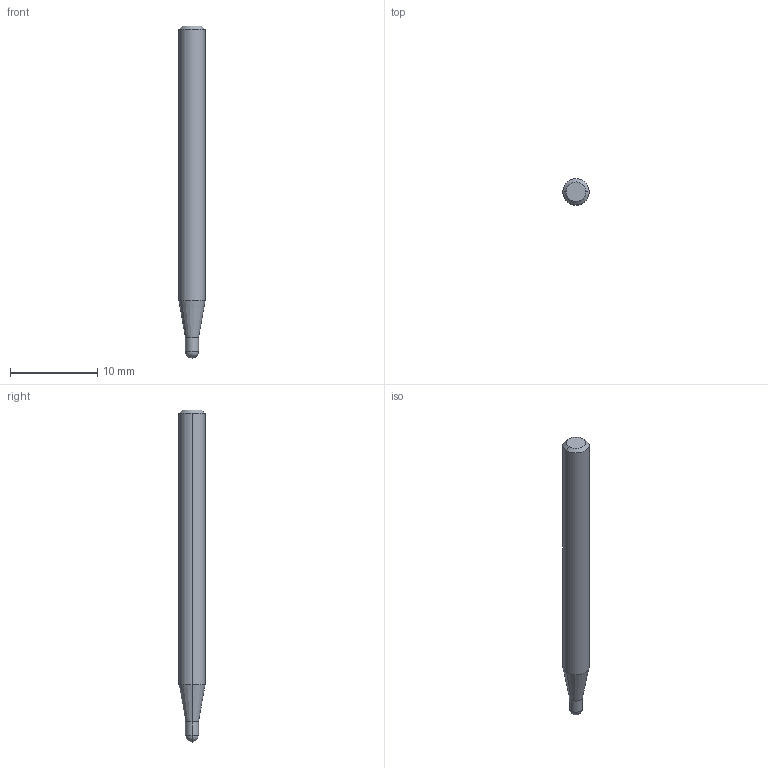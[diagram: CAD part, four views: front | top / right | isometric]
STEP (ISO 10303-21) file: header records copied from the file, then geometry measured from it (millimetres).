
FILE_DESCRIPTION (( 'STEP AP214' ), '1' );
FILE_NAME ('Micro_BMSM-015-2.STEP', '2021-09-03T15:46:20', ( '' ), ( '' ), 'SwSTEP 2.0', 'SolidWorks 2020', '' );
FILE_SCHEMA (( 'AUTOMOTIVE_DESIGN' ));
Length unit declared in the file: inch
Products named in the file (1): Micro_BMSM-015-2
Bounding box: 3 x 3 x 38 mm (x, y, z)
Volume: 242.8 mm3; surface area: 342.5 mm2
Topology: 1 solids, 1 shells, 11 faces, 24 edges, 13 vertices
Faces by surface type: cylinder 4, cone 4, sphere 2, plane 1
Entity records: 310 total; most frequent: DIRECTION 56, CARTESIAN_POINT 43, ORIENTED_EDGE 40, AXIS2_PLACEMENT_3D 24, EDGE_CURVE 20, CIRCLE 12, FACE_OUTER_BOUND 11, EDGE_LOOP 11
